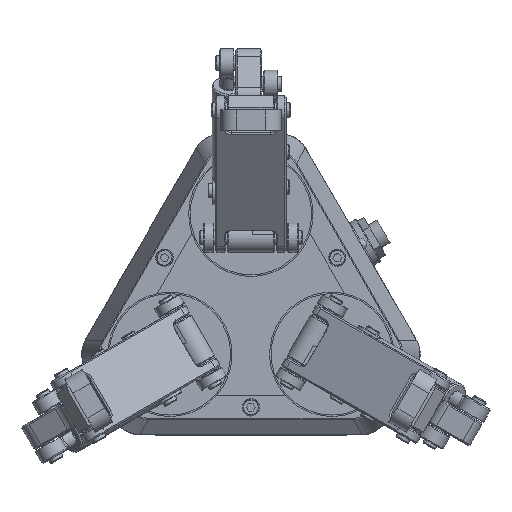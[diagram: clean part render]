
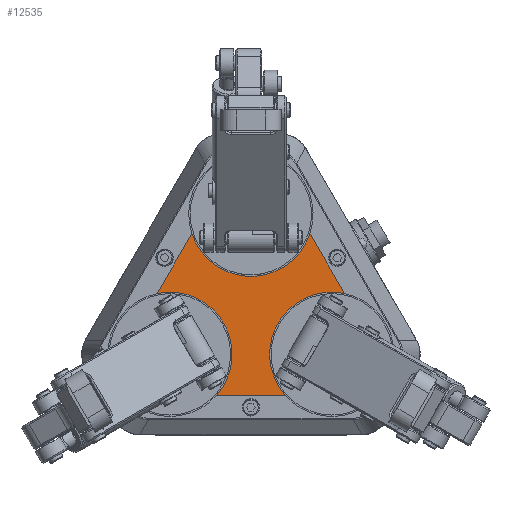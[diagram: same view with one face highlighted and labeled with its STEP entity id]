
A CAD part, top view. The second image highlights one B-rep face of the part: STEP entity #12535.
In plain terms, the highlighted planar face has unit normal (0, 0, 1).
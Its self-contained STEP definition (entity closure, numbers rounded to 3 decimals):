
#758 = DIRECTION ( 'NONE',  ( 1., 0., 0. ) ) ;
#1320 = LINE ( 'NONE', #4870, #39449 ) ;
#1525 = VERTEX_POINT ( 'NONE', #15707 ) ;
#1633 = CARTESIAN_POINT ( 'NONE',  ( -20.333, -13.374, 179.142 ) ) ;
#1670 = VECTOR ( 'NONE', #27582, 1000. ) ;
#2916 = CIRCLE ( 'NONE', #3468, 21.5 ) ;
#3468 = AXIS2_PLACEMENT_3D ( 'NONE', #1633, #34698, #9622 ) ;
#4024 = DIRECTION ( 'NONE',  ( 0., -1., 0. ) ) ;
#4870 = CARTESIAN_POINT ( 'NONE',  ( 7.667, -27.708, 179.142 ) ) ;
#4937 = CARTESIAN_POINT ( 'NONE',  ( -4.308, -27.708, 179.142 ) ) ;
#5237 = CARTESIAN_POINT ( 'NONE',  ( 40.069, 7.67, 179.142 ) ) ;
#5261 = EDGE_CURVE ( 'NONE', #33043, #1525, #44581, .T. ) ;
#5392 = LINE ( 'NONE', #5237, #40143 ) ;
#5405 = EDGE_LOOP ( 'NONE', ( #13887, #14749, #28325, #6426, #32260, #7560 ) ) ;
#6205 = AXIS2_PLACEMENT_3D ( 'NONE', #40075, #29216, #758 ) ;
#6426 = ORIENTED_EDGE ( 'NONE', *, *, #13341, .T. ) ;
#7096 = EDGE_CURVE ( 'NONE', #44955, #9786, #10641, .T. ) ;
#7560 = ORIENTED_EDGE ( 'NONE', *, *, #42609, .F. ) ;
#8205 = VERTEX_POINT ( 'NONE', #38014 ) ;
#8851 = CARTESIAN_POINT ( 'NONE',  ( 35.667, -13.374, 179.142 ) ) ;
#8942 = LINE ( 'NONE', #24019, #1670 ) ;
#9622 = DIRECTION ( 'NONE',  ( 0., -1., 0. ) ) ;
#9786 = VERTEX_POINT ( 'NONE', #20841 ) ;
#10641 = CIRCLE ( 'NONE', #32044, 21.5 ) ;
#12393 = DIRECTION ( 'NONE',  ( -0.5, 0.866, 0. ) ) ;
#12445 = DIRECTION ( 'NONE',  ( 0., -1., 0. ) ) ;
#12535 = ADVANCED_FACE ( 'NONE', ( #34574 ), #22209, .T. ) ;
#13341 = EDGE_CURVE ( 'NONE', #9786, #33043, #5392, .T. ) ;
#13419 = VERTEX_POINT ( 'NONE', #4937 ) ;
#13887 = ORIENTED_EDGE ( 'NONE', *, *, #23845, .F. ) ;
#14749 = ORIENTED_EDGE ( 'NONE', *, *, #45432, .T. ) ;
#15707 = CARTESIAN_POINT ( 'NONE',  ( -12.759, 28.413, 179.142 ) ) ;
#20841 = CARTESIAN_POINT ( 'NONE',  ( 40.069, 7.67, 179.142 ) ) ;
#22060 = DIRECTION ( 'NONE',  ( 0., 0., -1. ) ) ;
#22209 = PLANE ( 'NONE',  #6205 ) ;
#23845 = EDGE_CURVE ( 'NONE', #13419, #8205, #2916, .T. ) ;
#24019 = CARTESIAN_POINT ( 'NONE',  ( -18.746, 18.042, 179.142 ) ) ;
#27582 = DIRECTION ( 'NONE',  ( 0.5, 0.866, 0. ) ) ;
#27897 = CARTESIAN_POINT ( 'NONE',  ( 19.643, -27.708, 179.142 ) ) ;
#28325 = ORIENTED_EDGE ( 'NONE', *, *, #7096, .T. ) ;
#28922 = CARTESIAN_POINT ( 'NONE',  ( 7.667, 35.123, 179.142 ) ) ;
#29216 = DIRECTION ( 'NONE',  ( 0., 0., 1. ) ) ;
#32044 = AXIS2_PLACEMENT_3D ( 'NONE', #8851, #33927, #12445 ) ;
#32260 = ORIENTED_EDGE ( 'NONE', *, *, #5261, .T. ) ;
#33043 = VERTEX_POINT ( 'NONE', #38153 ) ;
#33520 = AXIS2_PLACEMENT_3D ( 'NONE', #28922, #22060, #4024 ) ;
#33927 = DIRECTION ( 'NONE',  ( 0., 0., -1. ) ) ;
#34574 = FACE_OUTER_BOUND ( 'NONE', #5405, .T. ) ;
#34698 = DIRECTION ( 'NONE',  ( 0., 0., 1. ) ) ;
#38014 = CARTESIAN_POINT ( 'NONE',  ( -24.734, 7.67, 179.142 ) ) ;
#38153 = CARTESIAN_POINT ( 'NONE',  ( 28.093, 28.413, 179.142 ) ) ;
#39449 = VECTOR ( 'NONE', #45144, 1000. ) ;
#40075 = CARTESIAN_POINT ( 'NONE',  ( -25.123, -27.708, 179.142 ) ) ;
#40143 = VECTOR ( 'NONE', #12393, 1000. ) ;
#42609 = EDGE_CURVE ( 'NONE', #8205, #1525, #8942, .T. ) ;
#44581 = CIRCLE ( 'NONE', #33520, 21.5 ) ;
#44955 = VERTEX_POINT ( 'NONE', #27897 ) ;
#45144 = DIRECTION ( 'NONE',  ( 1., 0., 0. ) ) ;
#45432 = EDGE_CURVE ( 'NONE', #13419, #44955, #1320, .T. ) ;
